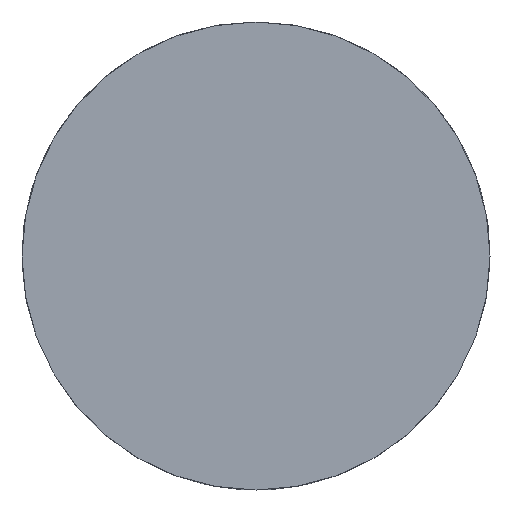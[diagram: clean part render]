
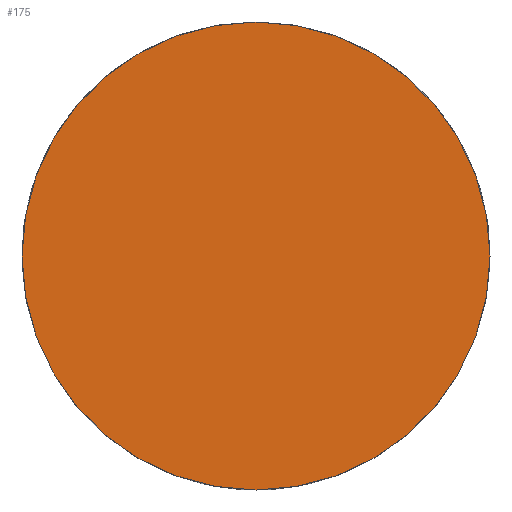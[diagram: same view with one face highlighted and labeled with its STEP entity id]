
A CAD part, front view. The second image highlights one B-rep face of the part: STEP entity #175.
In plain terms, the highlighted planar face has unit normal (0, -1, 0).
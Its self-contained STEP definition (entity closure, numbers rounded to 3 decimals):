
#11 = AXIS2_PLACEMENT_3D ( 'NONE', #1004, #992, #296 ) ;
#85 = AXIS2_PLACEMENT_3D ( 'NONE', #794, #880, #426 ) ;
#115 = ORIENTED_EDGE ( 'NONE', *, *, #754, .T. ) ;
#175 = ADVANCED_FACE ( 'NONE', ( #1000 ), #696, .T. ) ;
#236 = CARTESIAN_POINT ( 'NONE',  ( 0., -5., 0. ) ) ;
#269 = CARTESIAN_POINT ( 'NONE',  ( 0., -5., -22.1 ) ) ;
#296 = DIRECTION ( 'NONE',  ( 0., 0., -1. ) ) ;
#306 = ORIENTED_EDGE ( 'NONE', *, *, #906, .T. ) ;
#426 = DIRECTION ( 'NONE',  ( 0., 0., -1. ) ) ;
#549 = VERTEX_POINT ( 'NONE', #269 ) ;
#638 = CIRCLE ( 'NONE', #790, 22.1 ) ;
#696 = PLANE ( 'NONE',  #11 ) ;
#698 = DIRECTION ( 'NONE',  ( 0., 0., -1. ) ) ;
#702 = DIRECTION ( 'NONE',  ( 0., -1., 0. ) ) ;
#754 = EDGE_CURVE ( 'NONE', #928, #549, #971, .T. ) ;
#790 = AXIS2_PLACEMENT_3D ( 'NONE', #236, #702, #698 ) ;
#794 = CARTESIAN_POINT ( 'NONE',  ( 0., -5., 0. ) ) ;
#880 = DIRECTION ( 'NONE',  ( 0., -1., 0. ) ) ;
#906 = EDGE_CURVE ( 'NONE', #549, #928, #638, .T. ) ;
#928 = VERTEX_POINT ( 'NONE', #929 ) ;
#929 = CARTESIAN_POINT ( 'NONE',  ( 0., -5., 22.1 ) ) ;
#971 = CIRCLE ( 'NONE', #85, 22.1 ) ;
#992 = DIRECTION ( 'NONE',  ( 0., -1., 0. ) ) ;
#998 = EDGE_LOOP ( 'NONE', ( #306, #115 ) ) ;
#1000 = FACE_OUTER_BOUND ( 'NONE', #998, .T. ) ;
#1004 = CARTESIAN_POINT ( 'NONE',  ( 0., -5., 0. ) ) ;
